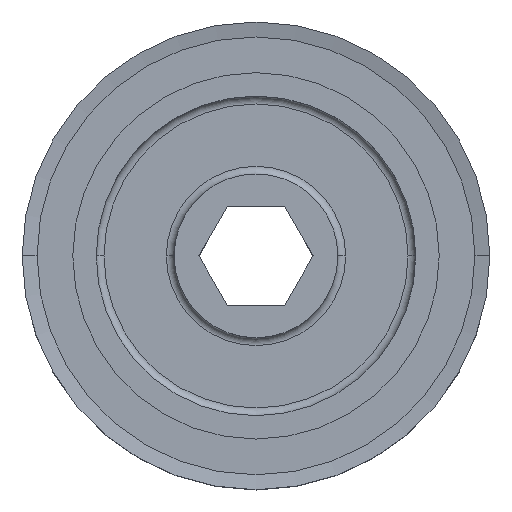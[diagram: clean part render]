
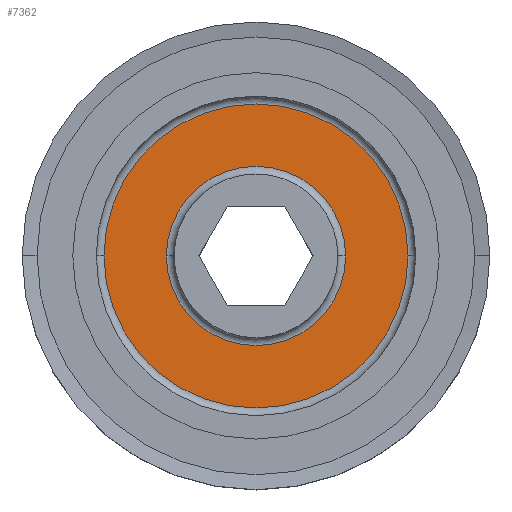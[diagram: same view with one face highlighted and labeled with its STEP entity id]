
A CAD part, top view. The second image highlights one B-rep face of the part: STEP entity #7362.
In plain terms, the highlighted planar face has unit normal (0, 0, 1).
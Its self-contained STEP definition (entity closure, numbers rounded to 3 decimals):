
#931 = AXIS2_PLACEMENT_3D ( 'NONE', #2675, #3633, #2582 ) ;
#1073 = AXIS2_PLACEMENT_3D ( 'NONE', #6730, #6661, #6508 ) ;
#2417 = EDGE_CURVE ( 'NONE', #20245, #19216, #11310, .T. ) ;
#2420 = EDGE_CURVE ( 'NONE', #18500, #3283, #19325, .T. ) ;
#2582 = DIRECTION ( 'NONE',  ( 1., 0., 0. ) ) ;
#2675 = CARTESIAN_POINT ( 'NONE',  ( 0., 0., 1.5 ) ) ;
#3012 = AXIS2_PLACEMENT_3D ( 'NONE', #5442, #5438, #5417 ) ;
#3043 = AXIS2_PLACEMENT_3D ( 'NONE', #5287, #5267, #5259 ) ;
#3245 = ORIENTED_EDGE ( 'NONE', *, *, #2420, .T. ) ;
#3283 = VERTEX_POINT ( 'NONE', #14542 ) ;
#3633 = DIRECTION ( 'NONE',  ( 0., 0., -1. ) ) ;
#5259 = DIRECTION ( 'NONE',  ( 1., 0., 0. ) ) ;
#5267 = DIRECTION ( 'NONE',  ( 0., 0., 1. ) ) ;
#5287 = CARTESIAN_POINT ( 'NONE',  ( 0., 0., 1.5 ) ) ;
#5417 = DIRECTION ( 'NONE',  ( 1., 0., 0. ) ) ;
#5438 = DIRECTION ( 'NONE',  ( 0., 0., -1. ) ) ;
#5442 = CARTESIAN_POINT ( 'NONE',  ( 0., 0., 1.5 ) ) ;
#5857 = EDGE_CURVE ( 'NONE', #3283, #18500, #19197, .T. ) ;
#5936 = EDGE_CURVE ( 'NONE', #19216, #20245, #9120, .T. ) ;
#6508 = DIRECTION ( 'NONE',  ( 1., 0., 0. ) ) ;
#6661 = DIRECTION ( 'NONE',  ( 0., 0., 1. ) ) ;
#6730 = CARTESIAN_POINT ( 'NONE',  ( 0., 0., 1.5 ) ) ;
#7167 = CARTESIAN_POINT ( 'NONE',  ( -11.5, 0., 1.5 ) ) ;
#7362 = ADVANCED_FACE ( 'NONE', ( #18875, #16642 ), #14340, .T. ) ;
#9119 = ORIENTED_EDGE ( 'NONE', *, *, #5857, .T. ) ;
#9120 = CIRCLE ( 'NONE', #931, 11.5 ) ;
#9329 = EDGE_LOOP ( 'NONE', ( #12928, #18438 ) ) ;
#11310 = CIRCLE ( 'NONE', #3012, 11.5 ) ;
#12928 = ORIENTED_EDGE ( 'NONE', *, *, #5936, .T. ) ;
#14060 = DIRECTION ( 'NONE',  ( 1., 0., 0. ) ) ;
#14087 = DIRECTION ( 'NONE',  ( 0., 0., 1. ) ) ;
#14340 = PLANE ( 'NONE',  #20798 ) ;
#14365 = CARTESIAN_POINT ( 'NONE',  ( 0., 0., 1.5 ) ) ;
#14542 = CARTESIAN_POINT ( 'NONE',  ( -19.5, 0., 1.5 ) ) ;
#16145 = CARTESIAN_POINT ( 'NONE',  ( 11.5, 0., 1.5 ) ) ;
#16642 = FACE_OUTER_BOUND ( 'NONE', #19326, .T. ) ;
#16756 = CARTESIAN_POINT ( 'NONE',  ( 19.5, 0., 1.5 ) ) ;
#18438 = ORIENTED_EDGE ( 'NONE', *, *, #2417, .T. ) ;
#18500 = VERTEX_POINT ( 'NONE', #16756 ) ;
#18875 = FACE_BOUND ( 'NONE', #9329, .T. ) ;
#19197 = CIRCLE ( 'NONE', #1073, 19.5 ) ;
#19216 = VERTEX_POINT ( 'NONE', #16145 ) ;
#19326 = EDGE_LOOP ( 'NONE', ( #3245, #9119 ) ) ;
#19325 = CIRCLE ( 'NONE', #3043, 19.5 ) ;
#20245 = VERTEX_POINT ( 'NONE', #7167 ) ;
#20798 = AXIS2_PLACEMENT_3D ( 'NONE', #14365, #14087, #14060 ) ;
